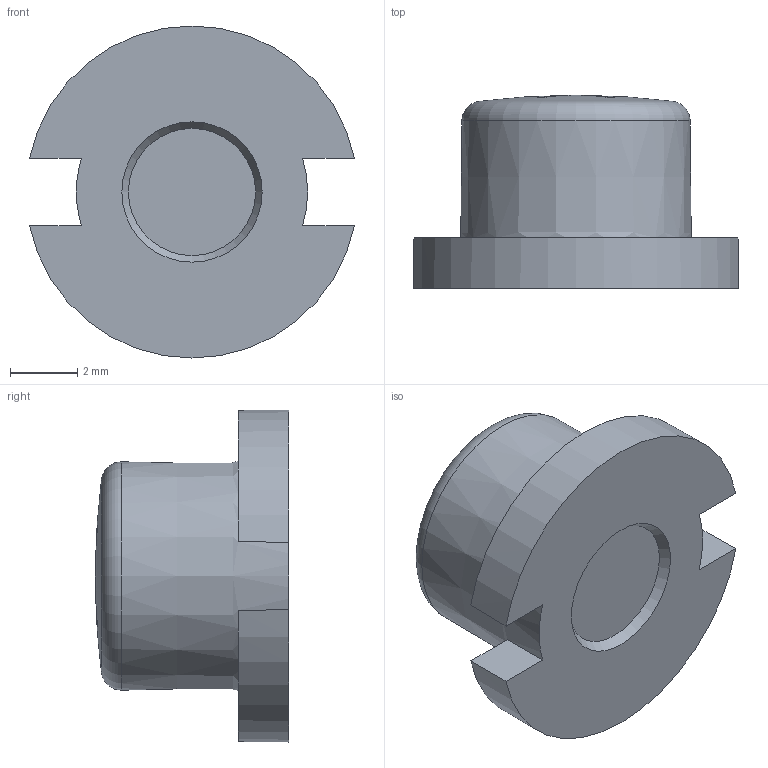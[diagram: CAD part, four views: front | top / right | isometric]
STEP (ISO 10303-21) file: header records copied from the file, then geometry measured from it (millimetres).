
FILE_DESCRIPTION(/* description */ (''),/* implementation_level */ '2;1');
FILE_NAME(/* name */ 'X.step',/* time_stamp */ '2024-02-13T22:05:54+09:00',/* author */ (''),/* organization */ (''),/* preprocessor_version */ 'ST-DEVELOPER v20',/* originating_system */ 'Autodesk Translation Framework v12.20.1.177',/* authorisation */ '');
FILE_SCHEMA (('AUTOMOTIVE_DESIGN { 1 0 10303 214 3 1 1 }'));
Length unit declared in the file: millimetre
Products named in the file (1): NuckDeck X_1
Bounding box: 9.68 x 5.75 x 9.89 mm (x, y, z)
Volume: 251.7 mm3; surface area: 282.1 mm2
Topology: 1 solids, 1 shells, 27 faces, 71 edges, 47 vertices
Faces by surface type: plane 21, cone 4, torus 1, sphere 1
Entity records: 886 total; most frequent: CARTESIAN_POINT 166, DIRECTION 148, ORIENTED_EDGE 142, EDGE_CURVE 71, AXIS2_PLACEMENT_3D 57, VERTEX_POINT 47, LINE 34, VECTOR 34
